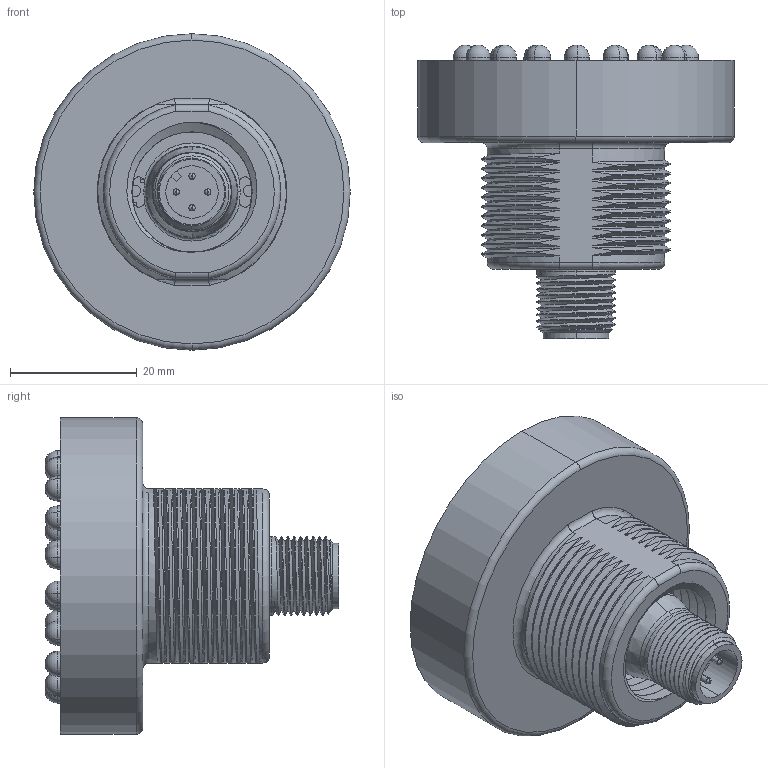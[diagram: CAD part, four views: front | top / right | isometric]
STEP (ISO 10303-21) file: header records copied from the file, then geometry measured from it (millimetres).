
FILE_DESCRIPTION((''),'2;1');
FILE_NAME('186100_ASM','2015-01-26T',('pdmadmin'),(''),'PRO/ENGINEER BY PARAMETRIC TECHNOLOGY CORPORATION, 2013230','PRO/ENGINEER BY PARAMETRIC TECHNOLOGY CORPORATION, 2013230','');
FILE_SCHEMA(('CONFIG_CONTROL_DESIGN'));
Products named in the file (30): 126458; 128008; 08427_NO_ORING; 129627_ASM; 178000; SOT23; SO8; 0603; SOD123W; SMINDSRR4028; SMLEDR2; 0603C; 0402C; 0402; SP7512; MSOP8; 0805; SOD323F; MLF32; UMT; 1206; 0603F; 0805C; SMXTL4; PDI123; SOD323; 1206C; 178002_ASM; K50_K30_POTTING_; 186100_ASM
Assembly tree (142 placements, depth 3):
  186100_ASM
    129627_ASM
      126458
      128008
      08427_NO_ORING
    178002_ASM
      178000
      SOT23  x12
      SO8  x2
      0603  x25
      SOD123W  x2
      SMINDSRR4028
      SMLEDR2  x24
      0603C  x18
      0402C  x7
      0402  x6
      SP7512  x8
      MSOP8
      0805  x5
      SOD323F  x3
      MLF32
      UMT  x12
      1206  x2
      0603F
      0805C
      SMXTL4
      PDI123
      SOD323
      1206C
    K50_K30_POTTING_
Bounding box: 50 x 46.4 x 50 mm (x, y, z)
Volume: 20107.1 mm3; surface area: 26743.4 mm2
Topology: 140 solids, 140 shells, 5801 faces, 14934 edges, 9708 vertices
Faces by surface type: plane 4756, cylinder 824, bspline 113, sphere 60, torus 28, cone 20
Entity records: 71155 total; most frequent: CARTESIAN_POINT 32820, ORIENTED_EDGE 7808, DIRECTION 7677, EDGE_CURVE 3904, VECTOR 2883, LINE 2883, VERTEX_POINT 2505, AXIS2_PLACEMENT_3D 2397
